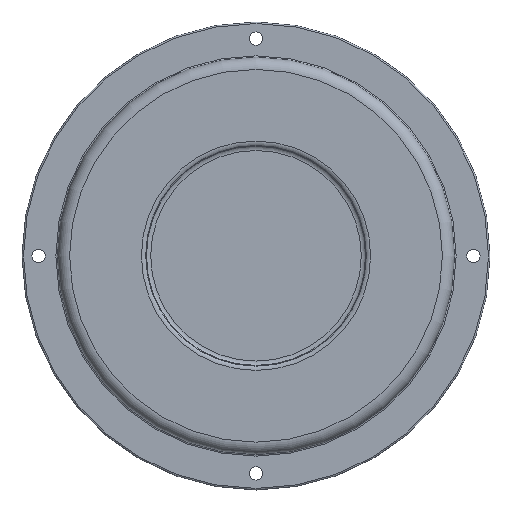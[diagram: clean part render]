
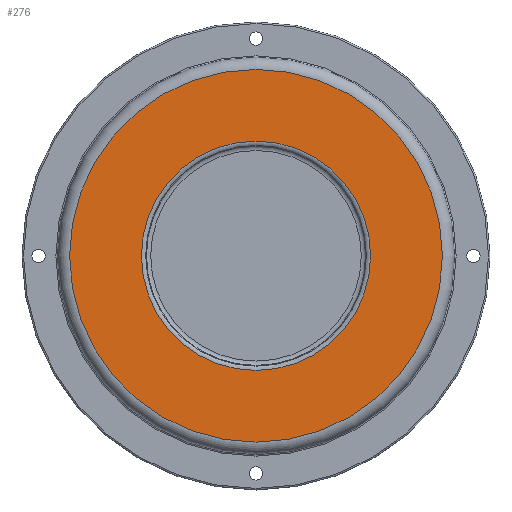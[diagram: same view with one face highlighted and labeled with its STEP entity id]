
A CAD part, top view. The second image highlights one B-rep face of the part: STEP entity #276.
In plain terms, the highlighted planar face has unit normal (0, 0, 1).
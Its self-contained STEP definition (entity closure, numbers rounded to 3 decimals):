
#35 = PLANE ( 'NONE',  #54 ) ;
#50 = CARTESIAN_POINT ( 'NONE',  ( -60.85, 0., 40.92 ) ) ;
#54 = AXIS2_PLACEMENT_3D ( 'NONE', #383, #71, #214 ) ;
#71 = DIRECTION ( 'NONE',  ( 0., 0., -1. ) ) ;
#86 = ORIENTED_EDGE ( 'NONE', *, *, #447, .F. ) ;
#93 = VERTEX_POINT ( 'NONE', #168 ) ;
#119 = CARTESIAN_POINT ( 'NONE',  ( 0., 0., 40.92 ) ) ;
#143 = EDGE_LOOP ( 'NONE', ( #146 ) ) ;
#146 = ORIENTED_EDGE ( 'NONE', *, *, #197, .F. ) ;
#168 = CARTESIAN_POINT ( 'NONE',  ( -37.428, 0., 40.92 ) ) ;
#197 = EDGE_CURVE ( 'NONE', #296, #296, #349, .T. ) ;
#207 = DIRECTION ( 'NONE',  ( -1., 0., 0. ) ) ;
#214 = DIRECTION ( 'NONE',  ( 0., -1., 0. ) ) ;
#215 = FACE_BOUND ( 'NONE', #264, .T. ) ;
#264 = EDGE_LOOP ( 'NONE', ( #86 ) ) ;
#276 = ADVANCED_FACE ( 'NONE', ( #215, #352 ), #35, .F. ) ;
#296 = VERTEX_POINT ( 'NONE', #50 ) ;
#310 = DIRECTION ( 'NONE',  ( 0., 0., -1. ) ) ;
#328 = DIRECTION ( 'NONE',  ( 0., 0., 1. ) ) ;
#343 = CARTESIAN_POINT ( 'NONE',  ( 0., 0., 40.92 ) ) ;
#349 = CIRCLE ( 'NONE', #366, 60.85 ) ;
#352 = FACE_OUTER_BOUND ( 'NONE', #143, .T. ) ;
#366 = AXIS2_PLACEMENT_3D ( 'NONE', #343, #310, #207 ) ;
#381 = AXIS2_PLACEMENT_3D ( 'NONE', #119, #328, #426 ) ;
#383 = CARTESIAN_POINT ( 'NONE',  ( 0., 0., 40.92 ) ) ;
#418 = CIRCLE ( 'NONE', #381, 37.428 ) ;
#426 = DIRECTION ( 'NONE',  ( -1., 0., 0. ) ) ;
#447 = EDGE_CURVE ( 'NONE', #93, #93, #418, .T. ) ;
